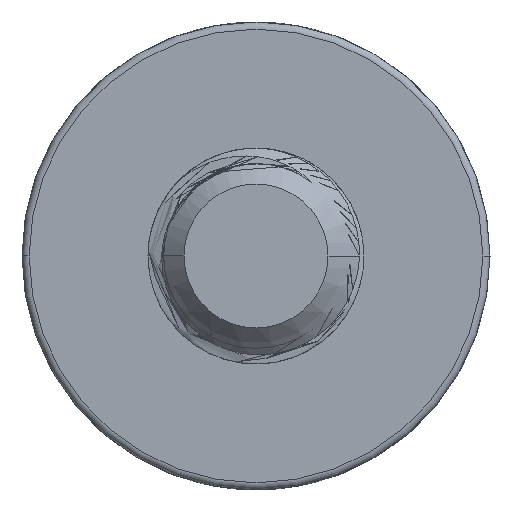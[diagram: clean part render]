
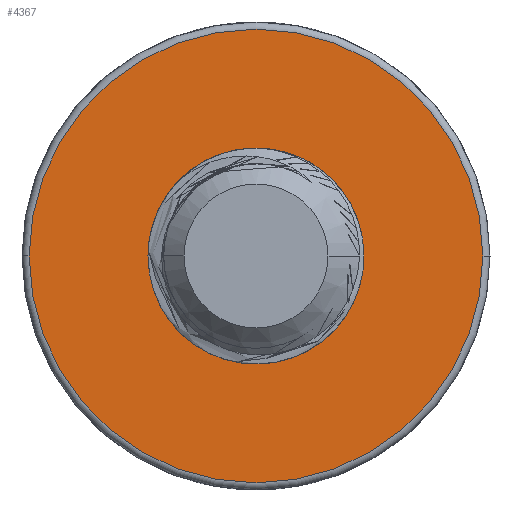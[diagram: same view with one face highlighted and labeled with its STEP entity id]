
A CAD part, left-side view. The second image highlights one B-rep face of the part: STEP entity #4367.
In plain terms, the highlighted planar face has unit normal (-1, 0, 0).
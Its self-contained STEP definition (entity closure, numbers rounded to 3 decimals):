
#125 = VERTEX_POINT ( 'NONE', #2341 ) ;
#224 = CARTESIAN_POINT ( 'NONE',  ( 16.993, 2.936, 0. ) ) ;
#244 = DIRECTION ( 'NONE',  ( 1., 0., 0. ) ) ;
#609 = EDGE_CURVE ( 'NONE', #8623, #125, #8815, .T. ) ;
#658 = EDGE_CURVE ( 'NONE', #1336, #7908, #10589, .T. ) ;
#722 = AXIS2_PLACEMENT_3D ( 'NONE', #4617, #244, #4564 ) ;
#1150 = FACE_OUTER_BOUND ( 'NONE', #4066, .T. ) ;
#1336 = VERTEX_POINT ( 'NONE', #8318 ) ;
#1706 = DIRECTION ( 'NONE',  ( 0., -1., 0. ) ) ;
#2039 = DIRECTION ( 'NONE',  ( 0., -1., 0. ) ) ;
#2341 = CARTESIAN_POINT ( 'NONE',  ( 16.993, 2.057, -2.121 ) ) ;
#2508 = AXIS2_PLACEMENT_3D ( 'NONE', #5964, #9388, #1706 ) ;
#2876 = DIRECTION ( 'NONE',  ( 0., -1., 0. ) ) ;
#3040 = CARTESIAN_POINT ( 'NONE',  ( 16.993, -0.064, 0. ) ) ;
#3435 = AXIS2_PLACEMENT_3D ( 'NONE', #3040, #6464, #2039 ) ;
#3615 = FACE_BOUND ( 'NONE', #4706, .T. ) ;
#3679 = CARTESIAN_POINT ( 'NONE',  ( 16.993, -6.364, 0. ) ) ;
#3849 = ORIENTED_EDGE ( 'NONE', *, *, #609, .F. ) ;
#4066 = EDGE_LOOP ( 'NONE', ( #5531, #6627 ) ) ;
#4314 = EDGE_CURVE ( 'NONE', #125, #8623, #10384, .T. ) ;
#4367 = ADVANCED_FACE ( 'NONE', ( #3615, #1150 ), #4513, .F. ) ;
#4513 = PLANE ( 'NONE',  #722 ) ;
#4564 = DIRECTION ( 'NONE',  ( 0., 1., 0. ) ) ;
#4617 = CARTESIAN_POINT ( 'NONE',  ( 16.993, 2.936, 0. ) ) ;
#4703 = EDGE_CURVE ( 'NONE', #7908, #1336, #4810, .T. ) ;
#4706 = EDGE_LOOP ( 'NONE', ( #3849, #7949 ) ) ;
#4810 = CIRCLE ( 'NONE', #2508, 6.3 ) ;
#5345 = AXIS2_PLACEMENT_3D ( 'NONE', #10405, #8781, #2876 ) ;
#5509 = DIRECTION ( 'NONE',  ( 0., -1., 0. ) ) ;
#5531 = ORIENTED_EDGE ( 'NONE', *, *, #4703, .T. ) ;
#5565 = DIRECTION ( 'NONE',  ( -1., 0., 0. ) ) ;
#5964 = CARTESIAN_POINT ( 'NONE',  ( 16.993, -0.064, 0. ) ) ;
#6464 = DIRECTION ( 'NONE',  ( -1., 0., 0. ) ) ;
#6627 = ORIENTED_EDGE ( 'NONE', *, *, #658, .T. ) ;
#7908 = VERTEX_POINT ( 'NONE', #3679 ) ;
#7949 = ORIENTED_EDGE ( 'NONE', *, *, #4314, .F. ) ;
#8318 = CARTESIAN_POINT ( 'NONE',  ( 16.993, 6.236, 0. ) ) ;
#8623 = VERTEX_POINT ( 'NONE', #224 ) ;
#8781 = DIRECTION ( 'NONE',  ( -1., 0., 0. ) ) ;
#8815 = CIRCLE ( 'NONE', #9177, 3. ) ;
#9177 = AXIS2_PLACEMENT_3D ( 'NONE', #9724, #5565, #5509 ) ;
#9388 = DIRECTION ( 'NONE',  ( -1., 0., 0. ) ) ;
#9724 = CARTESIAN_POINT ( 'NONE',  ( 16.993, -0.064, 0. ) ) ;
#10384 = CIRCLE ( 'NONE', #5345, 3. ) ;
#10405 = CARTESIAN_POINT ( 'NONE',  ( 16.993, -0.064, 0. ) ) ;
#10589 = CIRCLE ( 'NONE', #3435, 6.3 ) ;
